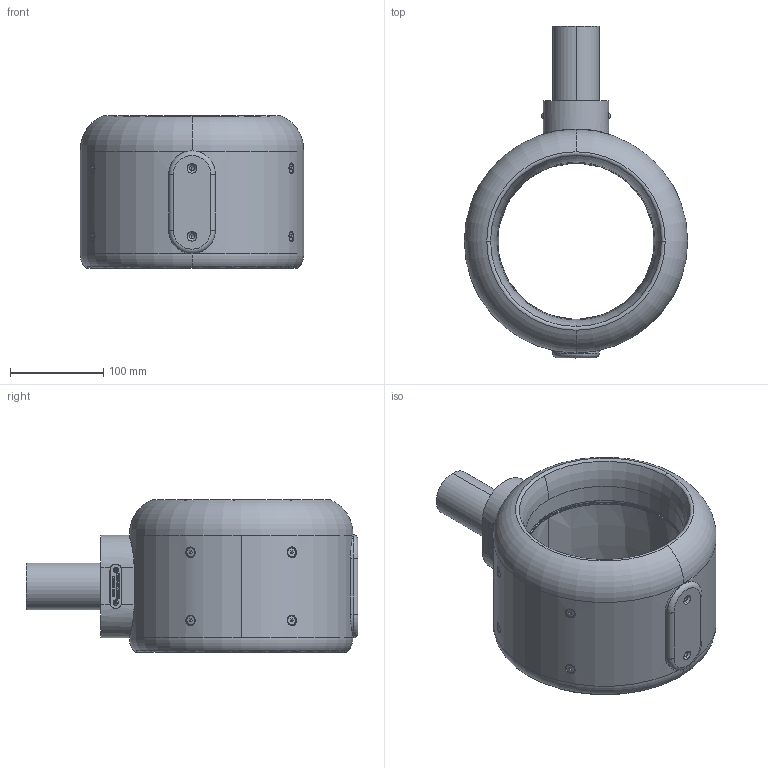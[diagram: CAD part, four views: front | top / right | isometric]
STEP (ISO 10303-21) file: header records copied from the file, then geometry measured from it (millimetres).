
FILE_DESCRIPTION (( 'STEP AP214' ), '1' );
FILE_NAME ('P-168-030-rev-C-PR.STEP', '2025-05-20T12:30:16', ( '' ), ( '' ), 'SwSTEP 2.0', 'SolidWorks 2024', '' );
FILE_SCHEMA (( 'AUTOMOTIVE_DESIGN' ));
Length unit declared in the file: millimetre
Products named in the file (1): P-168-030-rev-C-PR
Bounding box: 239.4 x 355.85 x 163.45 mm (x, y, z)
Volume: 3774185.3 mm3; surface area: 262417.2 mm2
Topology: 1 solids, 21 shells, 955 faces, 2376 edges, 1498 vertices
Faces by surface type: plane 515, cylinder 142, bspline 132, cone 112, torus 46, sphere 8
Entity records: 32650 total; most frequent: CARTESIAN_POINT 11423, ORIENTED_EDGE 4672, DIRECTION 3813, EDGE_CURVE 2336, VERTEX_POINT 1498, AXIS2_PLACEMENT_3D 1322, VECTOR 1169, LINE 1169
